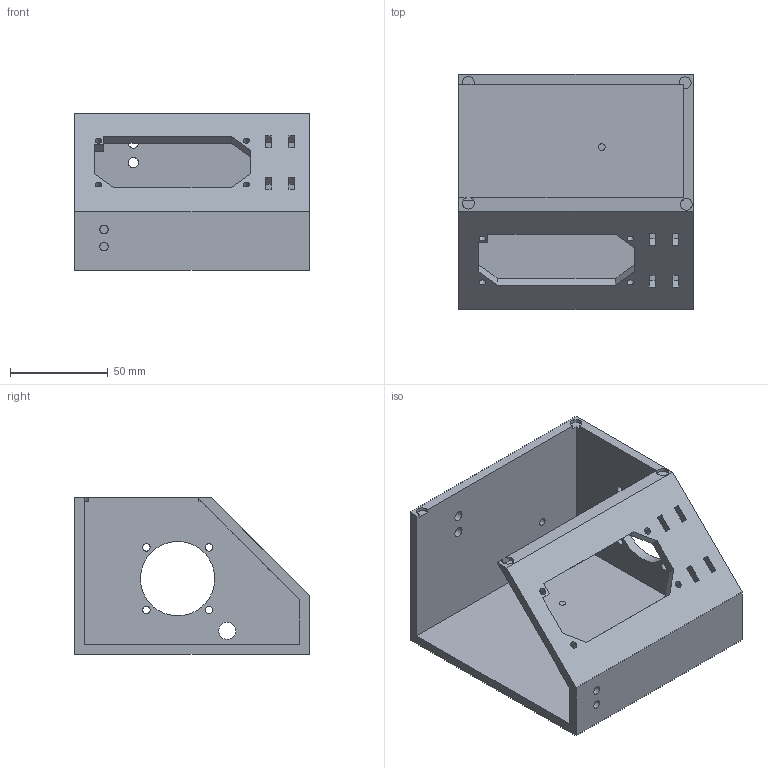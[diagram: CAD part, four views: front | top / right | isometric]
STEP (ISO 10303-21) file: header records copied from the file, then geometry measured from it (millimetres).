
FILE_DESCRIPTION(/* description */ ('STEP AP242 Edition 2','CAx-IF Rec.Pracs.---Representation and Presentation of Product Manufacturing Information (PMI)---4.0---2014-10-13','CAx-IF Rec.Pracs.---3D Tessellated Geometry---0.4---2014-09-14','2;1','CAx-IF Rec.Pracs.---User Defined Attributes---1.5---2016-08-15'),/* implementation_level */ '2;1');
FILE_NAME(/* name */ 'Main Part Studio - Terminal Section',/* time_stamp */ '2026-01-13T19:26:35Z',/* author */ (''),/* organization */ (''),/* preprocessor_version */ 'ST-DEVELOPER v20',/* originating_system */ 'ONSHAPE BY PTC INC, 1.209',/* authorisation */ ' ');
FILE_SCHEMA (('AP242_MANAGED_MODEL_BASED_3D_ENGINEERING_MIM_LF { 1 0 10303 442 3 1 4 }'));
Length unit declared in the file: metre
Products named in the file (1): Terminal Section
Bounding box: 120 x 120 x 80 mm (x, y, z)
Volume: 187615.6 mm3; surface area: 81691.3 mm2
Topology: 1 solids, 1 shells, 65 faces, 191 edges, 129 vertices
Faces by surface type: plane 43, cylinder 22
Full cylindrical faces by diameter (mm): 3.4 x6, 3.9 x5, 4.2 x2, 5.2 x2, 6.1 x1, 6.4 x1, 8.7 x1, 38 x1
Entity records: 2133 total; most frequent: CARTESIAN_POINT 355, DIRECTION 345, ORIENTED_EDGE 332, EDGE_CURVE 166, EDGE_LOOP 129, FACE_BOUND 129, VERTEX_POINT 123, LINE 119
